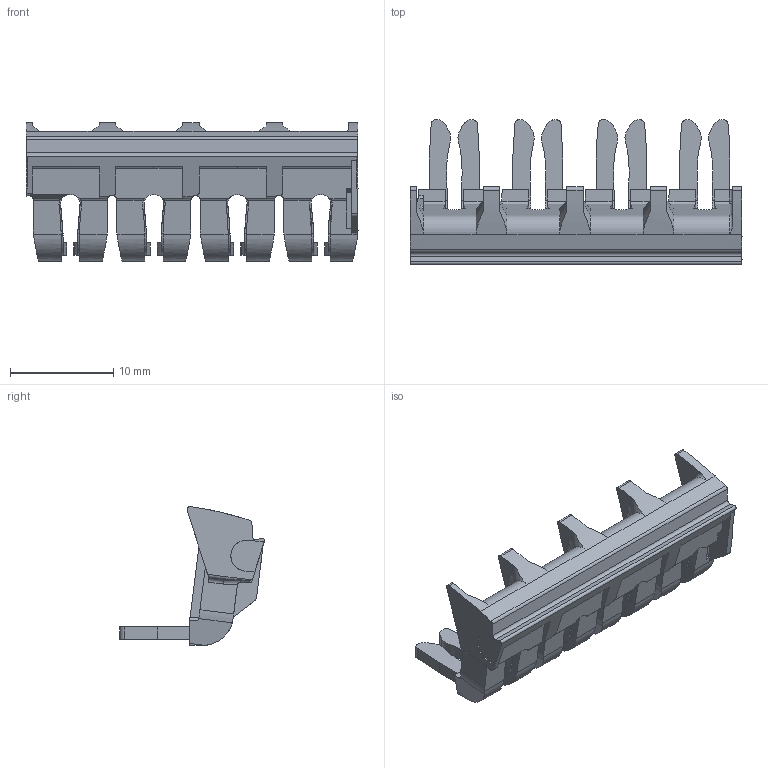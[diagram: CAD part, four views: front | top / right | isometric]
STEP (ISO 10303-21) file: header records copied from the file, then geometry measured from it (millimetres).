
FILE_DESCRIPTION(('CATIA V5 STEP Exchange','CAx-IF Rec.Pracs.--- Model Styling and Organization---1.5--- 2016-08-15','CAx-IF Rec.Pracs.---Supplemental Geometry---1.0---2011-11-01','CAx-IF Rec.Pracs.--- Composite Materials ---1.1---2010-07-15'),'2;1');
FILE_NAME ('1175174-3_1', '2025-09-19T08:48:09+00:00', ('none'), ('Weidmueller'), 'CATIA Version 5-6 Release 2024 SP4', 'CATIA V5 STEP AP214 v3', 'none');
FILE_SCHEMA(('AUTOMOTIVE_DESIGN { 1 0 10303 214 1 1 1 1 }'));
Length unit declared in the file: millimetre
Products named in the file (1): 2710210000
Bounding box: 32.2 x 14.06 x 13.47 mm (x, y, z)
Volume: 1389.9 mm3; surface area: 3443.1 mm2
Topology: 2 solids, 2 shells, 708 faces, 2016 edges, 1293 vertices
Faces by surface type: cylinder 359, plane 290, bspline 49, cone 7, sphere 2, torus 1
Entity records: 23809 total; most frequent: CARTESIAN_POINT 7762, ORIENTED_EDGE 4014, DIRECTION 2257, EDGE_CURVE 2007, VERTEX_POINT 1293, VECTOR 1097, LINE 1097, AXIS2_PLACEMENT_3D 777
